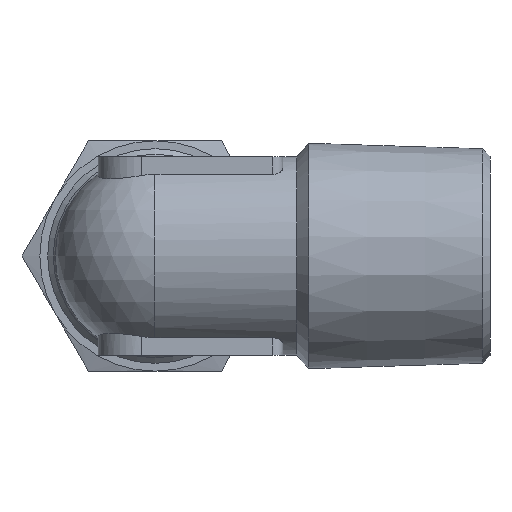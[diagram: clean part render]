
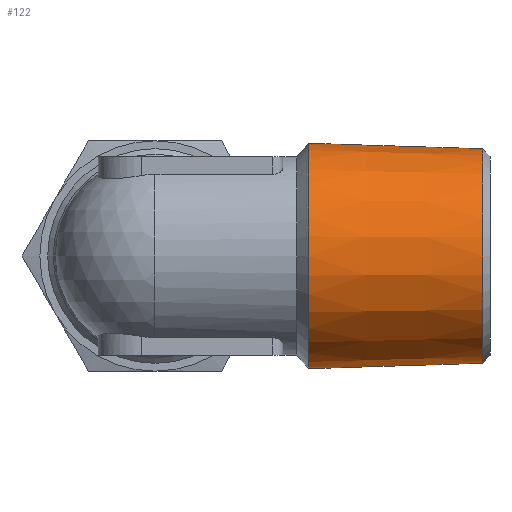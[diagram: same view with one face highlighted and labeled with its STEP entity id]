
A CAD part, left-side view. The second image highlights one B-rep face of the part: STEP entity #122.
In plain terms, the highlighted conical face has half-angle 1.788 degrees and reference radius 10.762 mm.
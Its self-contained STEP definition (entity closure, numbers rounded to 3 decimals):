
#122 = ADVANCED_FACE( '', ( #249, #250 ), #251, .T. );
#249 = FACE_BOUND( '', #402, .T. );
#250 = FACE_OUTER_BOUND( '', #403, .T. );
#251 = CONICAL_SURFACE( '', #404, 10.762, 0.031 );
#402 = EDGE_LOOP( '', ( #811 ) );
#403 = EDGE_LOOP( '', ( #812 ) );
#404 = AXIS2_PLACEMENT_3D( '', #813, #814, #815 );
#811 = ORIENTED_EDGE( '', *, *, #1084, .F. );
#812 = ORIENTED_EDGE( '', *, *, #1085, .T. );
#813 = CARTESIAN_POINT( '', ( 0., -14.684, 0. ) );
#814 = DIRECTION( '', ( 0., 1., 0. ) );
#815 = DIRECTION( '', ( 0., 0., 1. ) );
#1084 = EDGE_CURVE( '', #1324, #1324, #1325, .T. );
#1085 = EDGE_CURVE( '', #1326, #1326, #1327, .T. );
#1324 = VERTEX_POINT( '', #1876 );
#1325 = CIRCLE( '', #1877, 10.243 );
#1326 = VERTEX_POINT( '', #1878 );
#1327 = CIRCLE( '', #1879, 10.762 );
#1876 = CARTESIAN_POINT( '', ( 0., -31.302, -10.243 ) );
#1877 = AXIS2_PLACEMENT_3D( '', #2151, #2152, #2153 );
#1878 = CARTESIAN_POINT( '', ( 0., -14.684, -10.762 ) );
#1879 = AXIS2_PLACEMENT_3D( '', #2154, #2155, #2156 );
#2151 = CARTESIAN_POINT( '', ( 0., -31.302, 0. ) );
#2152 = DIRECTION( '', ( 0., -1., 0. ) );
#2153 = DIRECTION( '', ( 0., 0., -1. ) );
#2154 = CARTESIAN_POINT( '', ( 0., -14.684, 0. ) );
#2155 = DIRECTION( '', ( 0., -1., 0. ) );
#2156 = DIRECTION( '', ( 0., 0., -1. ) );
